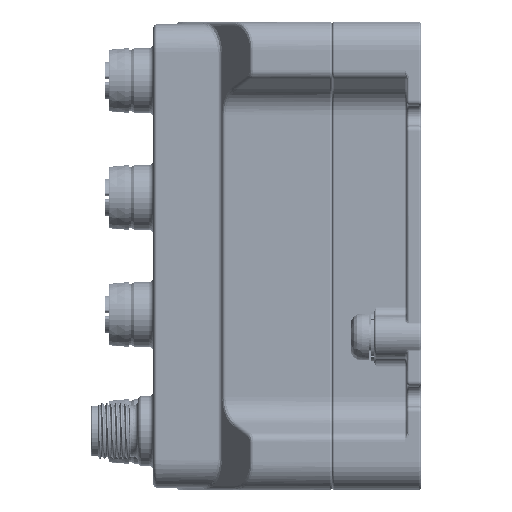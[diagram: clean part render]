
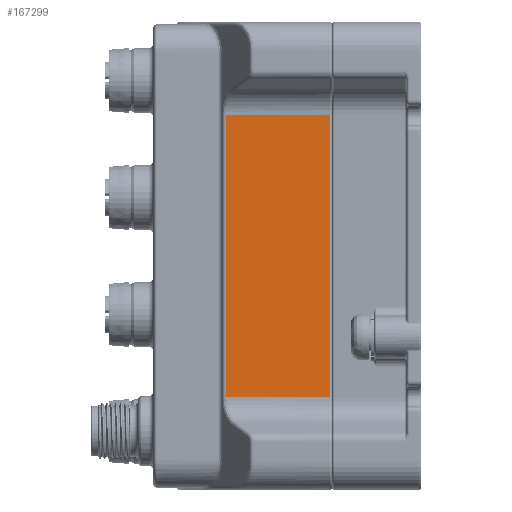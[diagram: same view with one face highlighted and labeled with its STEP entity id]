
A CAD part, left-side view. The second image highlights one B-rep face of the part: STEP entity #167299.
In plain terms, the highlighted planar face has unit normal (-1, 0, 0).
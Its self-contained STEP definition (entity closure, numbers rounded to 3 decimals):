
#6006 = DIRECTION ( 'NONE',  ( 0., 1., 0. ) ) ;
#14843 = LINE ( 'NONE', #302203, #71704 ) ;
#21585 = DIRECTION ( 'NONE',  ( 0., 0., -1. ) ) ;
#30803 = CARTESIAN_POINT ( 'NONE',  ( -70.5, 1.576, -30.178 ) ) ;
#59461 = EDGE_CURVE ( 'NONE', #167812, #60975, #212916, .T. ) ;
#60975 = VERTEX_POINT ( 'NONE', #308153 ) ;
#67495 = CARTESIAN_POINT ( 'NONE',  ( -70.5, -20.681, 30.178 ) ) ;
#71704 = VECTOR ( 'NONE', #6006, 1000. ) ;
#72616 = LINE ( 'NONE', #263209, #267183 ) ;
#75557 = ORIENTED_EDGE ( 'NONE', *, *, #266349, .T. ) ;
#84190 = EDGE_LOOP ( 'NONE', ( #185982, #202738, #118549, #75557 ) ) ;
#118549 = ORIENTED_EDGE ( 'NONE', *, *, #59461, .T. ) ;
#118602 = AXIS2_PLACEMENT_3D ( 'NONE', #235645, #184183, #21585 ) ;
#124120 = DIRECTION ( 'NONE',  ( 0., 0., -1. ) ) ;
#140370 = PLANE ( 'NONE',  #118602 ) ;
#143126 = VECTOR ( 'NONE', #145888, 1000. ) ;
#145655 = CARTESIAN_POINT ( 'NONE',  ( -70.5, -21.181, -30.178 ) ) ;
#145888 = DIRECTION ( 'NONE',  ( 0., 0., 1. ) ) ;
#158958 = VECTOR ( 'NONE', #170621, 1000. ) ;
#167299 = ADVANCED_FACE ( 'NONE', ( #302822 ), #140370, .F. ) ;
#167812 = VERTEX_POINT ( 'NONE', #30803 ) ;
#170621 = DIRECTION ( 'NONE',  ( 0., -1., 0. ) ) ;
#179493 = EDGE_CURVE ( 'NONE', #192718, #207006, #14843, .T. ) ;
#184183 = DIRECTION ( 'NONE',  ( 1., 0., 0. ) ) ;
#185982 = ORIENTED_EDGE ( 'NONE', *, *, #179493, .T. ) ;
#188551 = EDGE_CURVE ( 'NONE', #207006, #167812, #72616, .T. ) ;
#192718 = VERTEX_POINT ( 'NONE', #67495 ) ;
#202738 = ORIENTED_EDGE ( 'NONE', *, *, #188551, .T. ) ;
#207006 = VERTEX_POINT ( 'NONE', #268399 ) ;
#212916 = LINE ( 'NONE', #145655, #158958 ) ;
#214700 = CARTESIAN_POINT ( 'NONE',  ( -70.5, -20.681, 50. ) ) ;
#235645 = CARTESIAN_POINT ( 'NONE',  ( -70.5, -21.181, 50. ) ) ;
#261513 = LINE ( 'NONE', #214700, #143126 ) ;
#263209 = CARTESIAN_POINT ( 'NONE',  ( -70.5, 1.576, 50. ) ) ;
#266349 = EDGE_CURVE ( 'NONE', #60975, #192718, #261513, .T. ) ;
#267183 = VECTOR ( 'NONE', #124120, 1000. ) ;
#268399 = CARTESIAN_POINT ( 'NONE',  ( -70.5, 1.576, 30.178 ) ) ;
#302203 = CARTESIAN_POINT ( 'NONE',  ( -70.5, -21.181, 30.178 ) ) ;
#302822 = FACE_OUTER_BOUND ( 'NONE', #84190, .T. ) ;
#308153 = CARTESIAN_POINT ( 'NONE',  ( -70.5, -20.681, -30.178 ) ) ;
